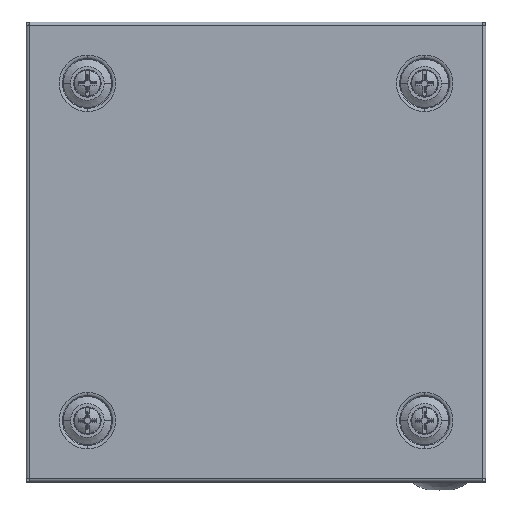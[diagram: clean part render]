
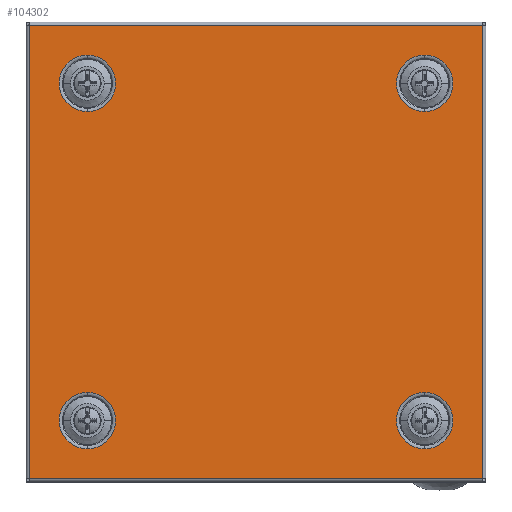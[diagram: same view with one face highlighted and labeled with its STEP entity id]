
A CAD part, top view. The second image highlights one B-rep face of the part: STEP entity #104302.
In plain terms, the highlighted face is planar.
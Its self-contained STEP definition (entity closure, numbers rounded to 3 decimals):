
#1940 = CIRCLE ( 'NONE', #1947, 9.208 ) ;
#1947 = AXIS2_PLACEMENT_3D ( 'NONE', #44748, #44751, #44753 ) ;
#2036 = CIRCLE ( 'NONE', #2046, 9.208 ) ;
#2046 = AXIS2_PLACEMENT_3D ( 'NONE', #45081, #45084, #45087 ) ;
#21301 = ORIENTED_EDGE ( 'NONE', *, *, #26990, .F. ) ;
#21303 = ORIENTED_EDGE ( 'NONE', *, *, #26822, .F. ) ;
#21305 = ORIENTED_EDGE ( 'NONE', *, *, #26943, .T. ) ;
#21307 = ORIENTED_EDGE ( 'NONE', *, *, #26992, .T. ) ;
#21309 = ORIENTED_EDGE ( 'NONE', *, *, #26995, .T. ) ;
#21311 = ORIENTED_EDGE ( 'NONE', *, *, #26997, .T. ) ;
#21313 = ORIENTED_EDGE ( 'NONE', *, *, #26999, .T. ) ;
#21315 = ORIENTED_EDGE ( 'NONE', *, *, #27002, .T. ) ;
#21317 = ORIENTED_EDGE ( 'NONE', *, *, #27004, .F. ) ;
#21319 = ORIENTED_EDGE ( 'NONE', *, *, #26883, .F. ) ;
#21321 = ORIENTED_EDGE ( 'NONE', *, *, #26761, .T. ) ;
#21323 = ORIENTED_EDGE ( 'NONE', *, *, #27006, .T. ) ;
#26761 = EDGE_CURVE ( 'NONE', #51774, #51776, #1940, .T. ) ;
#26822 = EDGE_CURVE ( 'NONE', #51813, #51815, #2036, .T. ) ;
#26883 = EDGE_CURVE ( 'NONE', #51850, #51851, #28510, .T. ) ;
#26943 = EDGE_CURVE ( 'NONE', #85626, #85627, #28757, .T. ) ;
#26990 = EDGE_CURVE ( 'NONE', #51815, #51813, #72684, .T. ) ;
#26992 = EDGE_CURVE ( 'NONE', #85627, #85626, #72686, .T. ) ;
#26995 = EDGE_CURVE ( 'NONE', #85640, #85641, #45948, .T. ) ;
#26997 = EDGE_CURVE ( 'NONE', #85641, #85643, #45953, .T. ) ;
#26999 = EDGE_CURVE ( 'NONE', #85643, #85644, #45960, .T. ) ;
#27002 = EDGE_CURVE ( 'NONE', #85644, #85640, #45963, .T. ) ;
#27004 = EDGE_CURVE ( 'NONE', #51851, #51850, #72693, .T. ) ;
#27006 = EDGE_CURVE ( 'NONE', #51776, #51774, #72694, .T. ) ;
#28510 = CIRCLE ( 'NONE', #28537, 9.208 ) ;
#28537 = AXIS2_PLACEMENT_3D ( 'NONE', #45252, #45254, #45256 ) ;
#28757 = CIRCLE ( 'NONE', #75191, 9.208 ) ;
#34708 = PLANE ( 'NONE',  #52292 ) ;
#34711 = FACE_BOUND ( 'NONE', #84322, .T. ) ;
#34717 = FACE_BOUND ( 'NONE', #84323, .T. ) ;
#34722 = FACE_BOUND ( 'NONE', #84318, .T. ) ;
#34725 = CARTESIAN_POINT ( 'NONE',  ( -74., -74., 0. ) ) ;
#34728 = FACE_OUTER_BOUND ( 'NONE', #84321, .T. ) ;
#34734 = FACE_BOUND ( 'NONE', #84319, .T. ) ;
#34738 = DIRECTION ( 'NONE',  ( 0., 0., 1. ) ) ;
#34741 = DIRECTION ( 'NONE',  ( 1., 0., 0. ) ) ;
#44748 = CARTESIAN_POINT ( 'NONE',  ( -55., -55., 0. ) ) ;
#44751 = DIRECTION ( 'NONE',  ( 0., 0., 1. ) ) ;
#44753 = DIRECTION ( 'NONE',  ( -1., 0., 0. ) ) ;
#45081 = CARTESIAN_POINT ( 'NONE',  ( 55., -55., 0. ) ) ;
#45084 = DIRECTION ( 'NONE',  ( 0., 0., -1. ) ) ;
#45087 = DIRECTION ( 'NONE',  ( 1., 0., 0. ) ) ;
#45252 = CARTESIAN_POINT ( 'NONE',  ( -55., 55., 0. ) ) ;
#45254 = DIRECTION ( 'NONE',  ( 0., 0., -1. ) ) ;
#45256 = DIRECTION ( 'NONE',  ( -1., 0., 0. ) ) ;
#45890 = CARTESIAN_POINT ( 'NONE',  ( 55., 55., 0. ) ) ;
#45891 = DIRECTION ( 'NONE',  ( 0., 0., 1. ) ) ;
#45892 = DIRECTION ( 'NONE',  ( 1., 0., 0. ) ) ;
#45948 = LINE ( 'NONE', #45949, #72688 ) ;
#45949 = CARTESIAN_POINT ( 'NONE',  ( 73.9, 73.9, 0. ) ) ;
#45950 = CARTESIAN_POINT ( 'NONE',  ( 55., -55., 0. ) ) ;
#45951 = DIRECTION ( 'NONE',  ( 0., 0., -1. ) ) ;
#45952 = DIRECTION ( 'NONE',  ( 1., 0., 0. ) ) ;
#45953 = LINE ( 'NONE', #45958, #72678 ) ;
#45954 = CARTESIAN_POINT ( 'NONE',  ( 55., 55., 0. ) ) ;
#45955 = DIRECTION ( 'NONE',  ( 0., 0., 1. ) ) ;
#45956 = DIRECTION ( 'NONE',  ( 1., 0., 0. ) ) ;
#45957 = DIRECTION ( 'NONE',  ( 0., -1., 0. ) ) ;
#45958 = CARTESIAN_POINT ( 'NONE',  ( 74., -73.9, 0. ) ) ;
#45959 = DIRECTION ( 'NONE',  ( -1., 0., 0. ) ) ;
#45960 = LINE ( 'NONE', #45961, #72691 ) ;
#45961 = CARTESIAN_POINT ( 'NONE',  ( -73.9, -73.9, 0. ) ) ;
#45962 = DIRECTION ( 'NONE',  ( 0., 1., 0. ) ) ;
#45963 = LINE ( 'NONE', #45964, #72692 ) ;
#45964 = CARTESIAN_POINT ( 'NONE',  ( -74., 73.9, 0. ) ) ;
#45965 = DIRECTION ( 'NONE',  ( 1., 0., 0. ) ) ;
#45966 = CARTESIAN_POINT ( 'NONE',  ( -55., 55., 0. ) ) ;
#45967 = DIRECTION ( 'NONE',  ( 0., 0., -1. ) ) ;
#45968 = DIRECTION ( 'NONE',  ( -1., 0., 0. ) ) ;
#45969 = CARTESIAN_POINT ( 'NONE',  ( -55., -55., 0. ) ) ;
#45970 = DIRECTION ( 'NONE',  ( 0., 0., 1. ) ) ;
#45971 = DIRECTION ( 'NONE',  ( -1., 0., 0. ) ) ;
#51774 = VERTEX_POINT ( 'NONE', #56323 ) ;
#51776 = VERTEX_POINT ( 'NONE', #56324 ) ;
#51813 = VERTEX_POINT ( 'NONE', #56344 ) ;
#51815 = VERTEX_POINT ( 'NONE', #56345 ) ;
#51850 = VERTEX_POINT ( 'NONE', #56364 ) ;
#51851 = VERTEX_POINT ( 'NONE', #56365 ) ;
#52292 = AXIS2_PLACEMENT_3D ( 'NONE', #34725, #34738, #34741 ) ;
#53916 = CARTESIAN_POINT ( 'NONE',  ( 64.208, 55., 0. ) ) ;
#53917 = CARTESIAN_POINT ( 'NONE',  ( 45.792, 55., 0. ) ) ;
#53930 = CARTESIAN_POINT ( 'NONE',  ( 73.9, 73.9, 0. ) ) ;
#53931 = CARTESIAN_POINT ( 'NONE',  ( 73.9, -73.9, 0. ) ) ;
#53933 = CARTESIAN_POINT ( 'NONE',  ( -73.9, -73.9, 0. ) ) ;
#53934 = CARTESIAN_POINT ( 'NONE',  ( -73.9, 73.9, 0. ) ) ;
#56323 = CARTESIAN_POINT ( 'NONE',  ( -64.208, -55., 0. ) ) ;
#56324 = CARTESIAN_POINT ( 'NONE',  ( -45.792, -55., 0. ) ) ;
#56344 = CARTESIAN_POINT ( 'NONE',  ( 45.792, -55., 0. ) ) ;
#56345 = CARTESIAN_POINT ( 'NONE',  ( 64.208, -55., 0. ) ) ;
#56364 = CARTESIAN_POINT ( 'NONE',  ( -45.792, 55., 0. ) ) ;
#56365 = CARTESIAN_POINT ( 'NONE',  ( -64.208, 55., 0. ) ) ;
#72678 = VECTOR ( 'NONE', #45959, 1000. ) ;
#72684 = CIRCLE ( 'NONE', #72687, 9.208 ) ;
#72686 = CIRCLE ( 'NONE', #72689, 9.208 ) ;
#72687 = AXIS2_PLACEMENT_3D ( 'NONE', #45950, #45951, #45952 ) ;
#72688 = VECTOR ( 'NONE', #45957, 1000. ) ;
#72689 = AXIS2_PLACEMENT_3D ( 'NONE', #45954, #45955, #45956 ) ;
#72691 = VECTOR ( 'NONE', #45962, 1000. ) ;
#72692 = VECTOR ( 'NONE', #45965, 1000. ) ;
#72693 = CIRCLE ( 'NONE', #72695, 9.208 ) ;
#72694 = CIRCLE ( 'NONE', #72697, 9.208 ) ;
#72695 = AXIS2_PLACEMENT_3D ( 'NONE', #45966, #45967, #45968 ) ;
#72697 = AXIS2_PLACEMENT_3D ( 'NONE', #45969, #45970, #45971 ) ;
#75191 = AXIS2_PLACEMENT_3D ( 'NONE', #45890, #45891, #45892 ) ;
#84318 = EDGE_LOOP ( 'NONE', ( #21305, #21307 ) ) ;
#84319 = EDGE_LOOP ( 'NONE', ( #21317, #21319 ) ) ;
#84321 = EDGE_LOOP ( 'NONE', ( #21309, #21311, #21313, #21315 ) ) ;
#84322 = EDGE_LOOP ( 'NONE', ( #21301, #21303 ) ) ;
#84323 = EDGE_LOOP ( 'NONE', ( #21321, #21323 ) ) ;
#85626 = VERTEX_POINT ( 'NONE', #53916 ) ;
#85627 = VERTEX_POINT ( 'NONE', #53917 ) ;
#85640 = VERTEX_POINT ( 'NONE', #53930 ) ;
#85641 = VERTEX_POINT ( 'NONE', #53931 ) ;
#85643 = VERTEX_POINT ( 'NONE', #53933 ) ;
#85644 = VERTEX_POINT ( 'NONE', #53934 ) ;
#104302 = ADVANCED_FACE ( 'NONE', ( #34711, #34722, #34728, #34734, #34717 ), #34708, .F. ) ;
